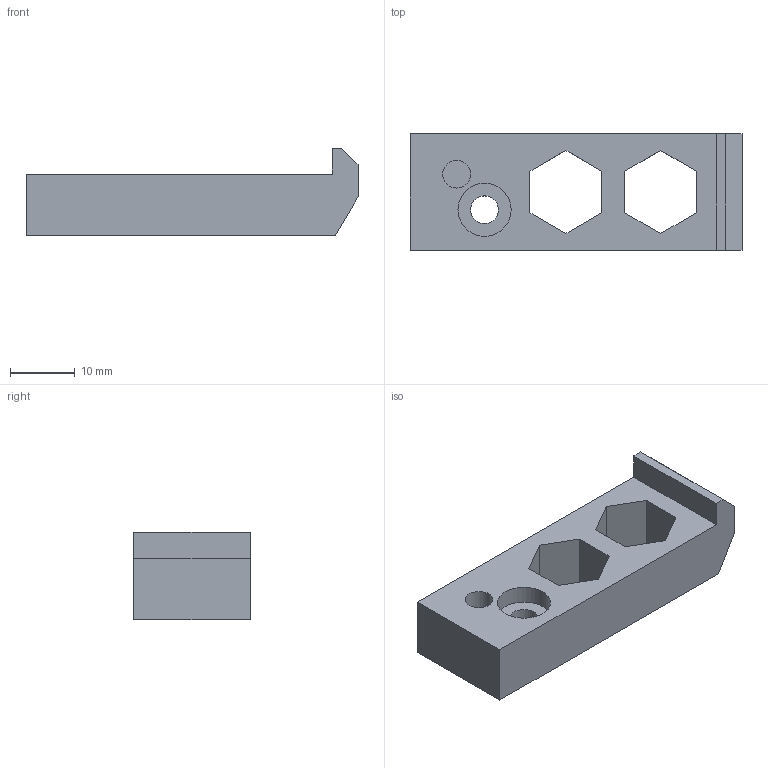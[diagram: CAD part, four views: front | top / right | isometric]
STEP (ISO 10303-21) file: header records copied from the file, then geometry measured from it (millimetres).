
FILE_DESCRIPTION(/* description */ (''),/* implementation_level */ '2;1');
FILE_NAME(/* name */ 'psu_upper_mount v15.step',/* time_stamp */ '2017-11-10T19:55:25+01:00',/* author */ ('gregsaun'),/* organization */ (''),/* preprocessor_version */ 'ST-DEVELOPER v16.13',/* originating_system */ 'Autodesk Translation Framework v6.5.0.72',/* authorisation */ '');
FILE_SCHEMA (('AUTOMOTIVE_DESIGN { 1 0 10303 214 3 1 1 }'));
Length unit declared in the file: millimetre
Products named in the file (1): psu_upper_mount
Bounding box: 51.2 x 18 x 13.5 mm (x, y, z)
Volume: 6156.5 mm3; surface area: 4223.6 mm2
Topology: 2 solids, 4 shells, 54 faces, 126 edges, 82 vertices
Faces by surface type: plane 50, cylinder 4
Full cylindrical faces by diameter (mm): 4.3 x2, 5.4 x1, 8.2 x1
Entity records: 1561 total; most frequent: CARTESIAN_POINT 263, ORIENTED_EDGE 252, DIRECTION 244, EDGE_CURVE 126, LINE 118, VECTOR 118, VERTEX_POINT 82, EDGE_LOOP 64
